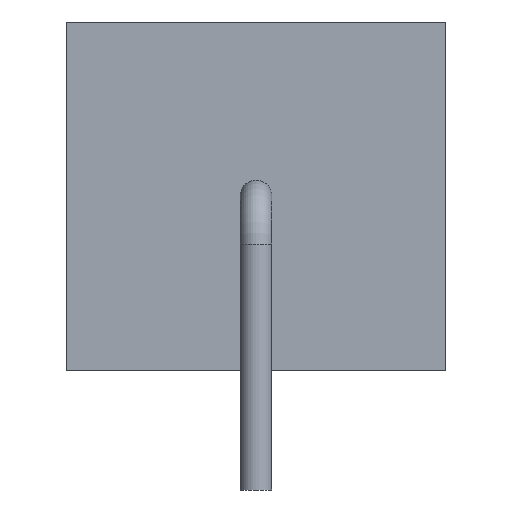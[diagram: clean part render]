
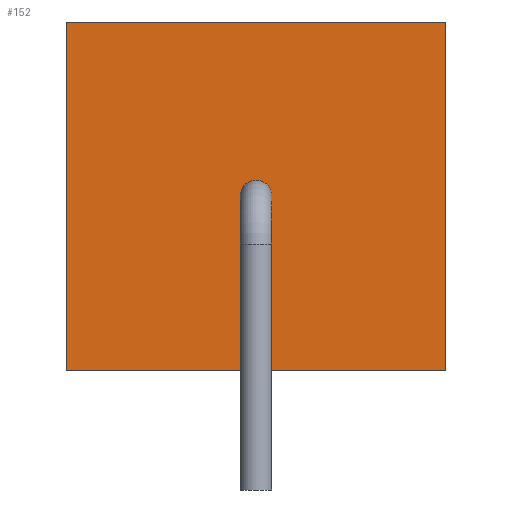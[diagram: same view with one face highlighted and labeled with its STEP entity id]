
A CAD part, left-side view. The second image highlights one B-rep face of the part: STEP entity #152.
In plain terms, the highlighted planar face has unit normal (-1, 0, 0).
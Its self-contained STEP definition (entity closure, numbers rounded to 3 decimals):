
#33 = VERTEX_POINT('',#34);
#34 = CARTESIAN_POINT('',(1.6,-4.75,8.73));
#51 = VERTEX_POINT('',#52);
#52 = CARTESIAN_POINT('',(1.6,-4.75,0.));
#58 = EDGE_CURVE('',#33,#51,#59,.T.);
#59 = LINE('',#60,#61);
#60 = CARTESIAN_POINT('',(1.6,-4.75,8.73));
#61 = VECTOR('',#62,1.);
#62 = DIRECTION('',(0.,0.,-1.));
#73 = VERTEX_POINT('',#74);
#74 = CARTESIAN_POINT('',(1.6,4.75,8.73));
#89 = EDGE_CURVE('',#73,#33,#90,.T.);
#90 = LINE('',#91,#92);
#91 = CARTESIAN_POINT('',(1.6,4.75,8.73));
#92 = VECTOR('',#93,1.);
#93 = DIRECTION('',(0.,-1.,0.));
#113 = VERTEX_POINT('',#114);
#114 = CARTESIAN_POINT('',(1.6,4.75,0.));
#120 = EDGE_CURVE('',#51,#113,#121,.T.);
#121 = LINE('',#122,#123);
#122 = CARTESIAN_POINT('',(1.6,-4.75,0.));
#123 = VECTOR('',#124,1.);
#124 = DIRECTION('',(0.,1.,0.));
#152 = ADVANCED_FACE('',(#153,#164),#175,.T.);
#153 = FACE_BOUND('',#154,.T.);
#154 = EDGE_LOOP('',(#155,#156,#157,#158));
#155 = ORIENTED_EDGE('',*,*,#120,.F.);
#156 = ORIENTED_EDGE('',*,*,#58,.F.);
#157 = ORIENTED_EDGE('',*,*,#89,.F.);
#158 = ORIENTED_EDGE('',*,*,#159,.F.);
#159 = EDGE_CURVE('',#113,#73,#160,.T.);
#160 = LINE('',#161,#162);
#161 = CARTESIAN_POINT('',(1.6,4.75,0.));
#162 = VECTOR('',#163,1.);
#163 = DIRECTION('',(0.,0.,1.));
#164 = FACE_BOUND('',#165,.T.);
#165 = EDGE_LOOP('',(#166));
#166 = ORIENTED_EDGE('',*,*,#167,.T.);
#167 = EDGE_CURVE('',#168,#168,#170,.T.);
#168 = VERTEX_POINT('',#169);
#169 = CARTESIAN_POINT('',(1.6,0.,3.965));
#170 = CIRCLE('',#171,0.4);
#171 = AXIS2_PLACEMENT_3D('',#172,#173,#174);
#172 = CARTESIAN_POINT('',(1.6,0.,4.365));
#173 = DIRECTION('',(1.,0.,0.));
#174 = DIRECTION('',(0.,0.,-1.));
#175 = PLANE('',#176);
#176 = AXIS2_PLACEMENT_3D('',#177,#178,#179);
#177 = CARTESIAN_POINT('',(1.6,-4.75,0.));
#178 = DIRECTION('',(-1.,0.,0.));
#179 = DIRECTION('',(0.,0.,-1.));
